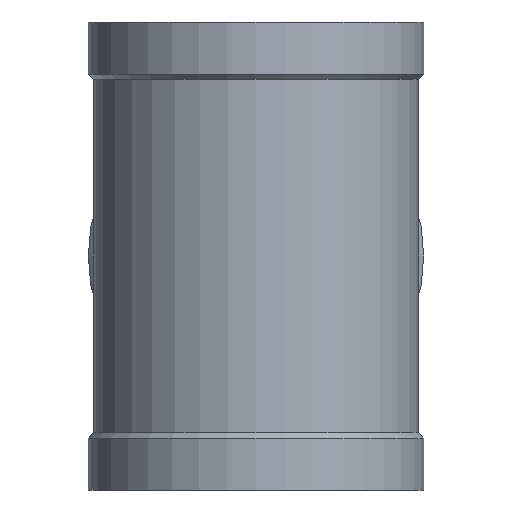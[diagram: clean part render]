
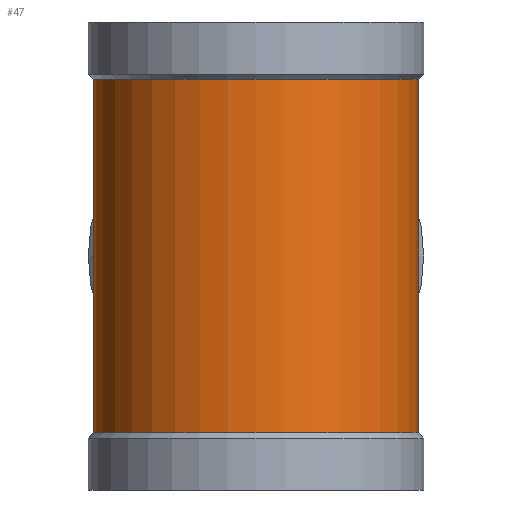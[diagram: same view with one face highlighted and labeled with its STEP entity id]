
A CAD part, left-side view. The second image highlights one B-rep face of the part: STEP entity #47.
In plain terms, the highlighted cylindrical face has radius 125 mm (diameter 250 mm), a full revolution.
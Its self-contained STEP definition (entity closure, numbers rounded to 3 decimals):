
#47 = ADVANCED_FACE( '', ( #106, #107, #108 ), #109, .T. );
#106 = FACE_OUTER_BOUND( '', #191, .T. );
#107 = FACE_BOUND( '', #192, .T. );
#108 = FACE_OUTER_BOUND( '', #193, .T. );
#109 = CYLINDRICAL_SURFACE( '', #194, 125. );
#191 = EDGE_LOOP( '', ( #274 ) );
#192 = EDGE_LOOP( '', ( #275, #276 ) );
#193 = EDGE_LOOP( '', ( #277 ) );
#194 = AXIS2_PLACEMENT_3D( '', #278, #279, #280 );
#274 = ORIENTED_EDGE( '', *, *, #388, .T. );
#275 = ORIENTED_EDGE( '', *, *, #389, .F. );
#276 = ORIENTED_EDGE( '', *, *, #390, .F. );
#277 = ORIENTED_EDGE( '', *, *, #382, .F. );
#278 = CARTESIAN_POINT( '', ( 0., 0., -180. ) );
#279 = DIRECTION( '', ( 0., 0., 1. ) );
#280 = DIRECTION( '', ( -1., 0., 0. ) );
#382 = EDGE_CURVE( '', #423, #423, #424, .T. );
#388 = EDGE_CURVE( '', #433, #433, #434, .T. );
#389 = EDGE_CURVE( '', #435, #436, #437, .T. );
#390 = EDGE_CURVE( '', #436, #435, #438, .F. );
#423 = VERTEX_POINT( '', #486 );
#424 = CIRCLE( '', #487, 125. );
#433 = VERTEX_POINT( '', #496 );
#434 = CIRCLE( '', #497, 125. );
#435 = VERTEX_POINT( '', #498 );
#436 = VERTEX_POINT( '', #499 );
#437 = ELLIPSE( '', #500, 176.777, 125. );
#438 = ELLIPSE( '', #501, 176.777, 125. );
#486 = CARTESIAN_POINT( '', ( -125., 0., -136. ) );
#487 = AXIS2_PLACEMENT_3D( '', #548, #549, #550 );
#496 = CARTESIAN_POINT( '', ( -125., 0., 136. ) );
#497 = AXIS2_PLACEMENT_3D( '', #560, #561, #562 );
#498 = CARTESIAN_POINT( '', ( 0., 125., 0. ) );
#499 = CARTESIAN_POINT( '', ( 0., -125., 0. ) );
#500 = AXIS2_PLACEMENT_3D( '', #563, #564, #565 );
#501 = AXIS2_PLACEMENT_3D( '', #566, #567, #568 );
#548 = CARTESIAN_POINT( '', ( 0., 0., -136. ) );
#549 = DIRECTION( '', ( 0., 0., -1. ) );
#550 = DIRECTION( '', ( -1., 0., 0. ) );
#560 = CARTESIAN_POINT( '', ( 0., 0., 136. ) );
#561 = DIRECTION( '', ( 0., 0., -1. ) );
#562 = DIRECTION( '', ( -1., 0., 0. ) );
#563 = CARTESIAN_POINT( '', ( 0., 0., 0. ) );
#564 = DIRECTION( '', ( 0.707, 0., -0.707 ) );
#565 = DIRECTION( '', ( -0.707, 0., -0.707 ) );
#566 = CARTESIAN_POINT( '', ( 0., 0., 0. ) );
#567 = DIRECTION( '', ( -0.707, 0., -0.707 ) );
#568 = DIRECTION( '', ( 0.707, 0., -0.707 ) );
